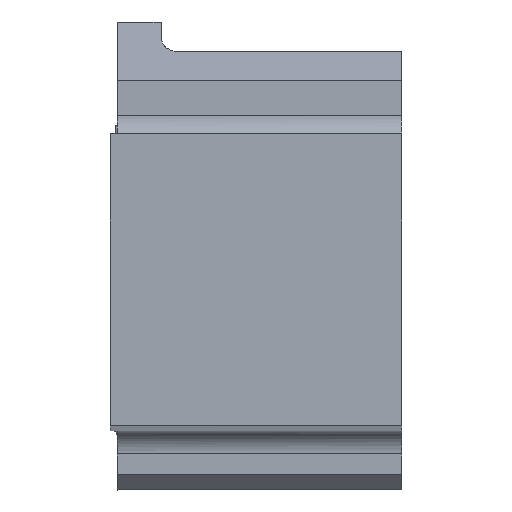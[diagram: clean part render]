
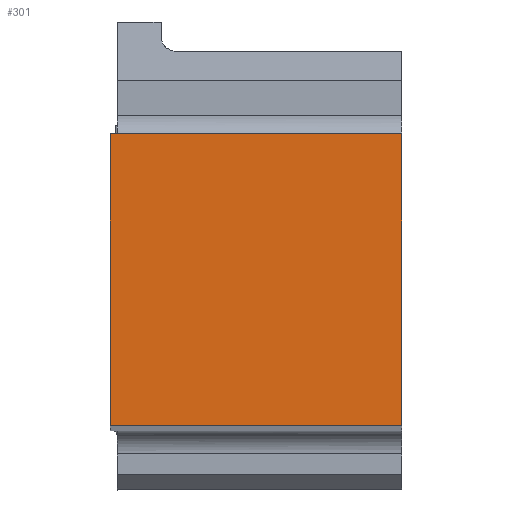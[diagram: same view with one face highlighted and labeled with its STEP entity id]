
A CAD part, top view. The second image highlights one B-rep face of the part: STEP entity #301.
In plain terms, the highlighted planar face has unit normal (0, 0, 1).
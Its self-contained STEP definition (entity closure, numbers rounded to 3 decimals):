
#301=ADVANCED_FACE('',(#528),#398,.T.);
#398=PLANE('',#3595);
#528=FACE_OUTER_BOUND('',#702,.T.);
#702=EDGE_LOOP('',(#1404,#1405,#1406,#1407));
#1404=ORIENTED_EDGE('',*,*,#2448,.T.);
#1405=ORIENTED_EDGE('',*,*,#2318,.F.);
#1406=ORIENTED_EDGE('',*,*,#2447,.F.);
#1407=ORIENTED_EDGE('',*,*,#2445,.F.);
#1910=VERTEX_POINT('',#9303);
#1911=VERTEX_POINT('',#9305);
#2004=VERTEX_POINT('',#9643);
#2005=VERTEX_POINT('',#9645);
#2318=EDGE_CURVE('',#1910,#1911,#3044,.T.);
#2445=EDGE_CURVE('',#2004,#2005,#3119,.T.);
#2447=EDGE_CURVE('',#2005,#1910,#3121,.T.);
#2448=EDGE_CURVE('',#2004,#1911,#3122,.T.);
#3044=LINE('',#9304,#3235);
#3119=LINE('',#9644,#3310);
#3121=LINE('',#9648,#3312);
#3122=LINE('',#9650,#3313);
#3235=VECTOR('',#3915,1.);
#3310=VECTOR('',#4138,1.);
#3312=VECTOR('',#4142,1.);
#3313=VECTOR('',#4145,1.);
#3595=AXIS2_PLACEMENT_3D('',#9651,#4146,#4147);
#3915=DIRECTION('',(0.,-1.,0.));
#4138=DIRECTION('',(0.,1.,0.));
#4142=DIRECTION('',(1.,0.,0.));
#4145=DIRECTION('',(1.,0.,0.));
#4146=DIRECTION('',(0.,0.,1.));
#4147=DIRECTION('',(-1.,0.,0.));
#9303=CARTESIAN_POINT('',(0.,10.,0.));
#9304=CARTESIAN_POINT('',(0.,10.,0.));
#9305=CARTESIAN_POINT('',(0.,0.,0.));
#9643=CARTESIAN_POINT('',(-10.,0.,0.));
#9644=CARTESIAN_POINT('',(-10.,0.,0.));
#9645=CARTESIAN_POINT('',(-10.,10.,0.));
#9648=CARTESIAN_POINT('',(-10.,10.,0.));
#9650=CARTESIAN_POINT('',(-10.,0.,0.));
#9651=CARTESIAN_POINT('',(-5.,5.,0.));
